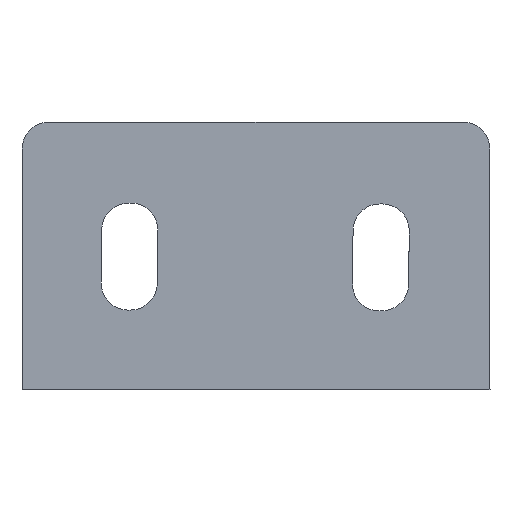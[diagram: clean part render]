
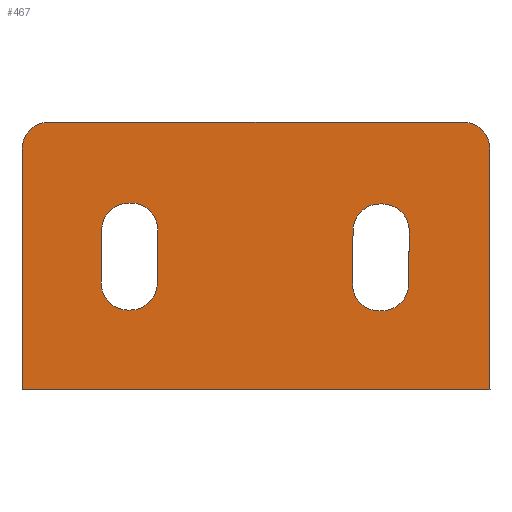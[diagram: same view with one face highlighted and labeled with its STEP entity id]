
A CAD part, left-side view. The second image highlights one B-rep face of the part: STEP entity #467.
In plain terms, the highlighted planar face has unit normal (-1, 0, 0).
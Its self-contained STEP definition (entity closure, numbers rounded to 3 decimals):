
#15=FACE_BOUND('',#92,.T.);
#16=FACE_BOUND('',#93,.T.);
#20=CIRCLE('',#490,4.);
#22=CIRCLE('',#494,4.);
#24=CIRCLE('',#498,4.);
#26=CIRCLE('',#502,4.);
#28=CIRCLE('',#506,4.);
#30=CIRCLE('',#510,4.);
#32=CIRCLE('',#514,4.);
#34=CIRCLE('',#518,4.);
#36=CIRCLE('',#521,4.);
#37=CIRCLE('',#524,4.);
#67=FACE_OUTER_BOUND('',#91,.T.);
#91=EDGE_LOOP('',(#375,#376,#377,#378,#379,#380));
#92=EDGE_LOOP('',(#381,#382,#383,#384,#385,#386,#387,#388));
#93=EDGE_LOOP('',(#389,#390,#391,#392,#393,#394,#395,#396));
#103=LINE('',#675,#149);
#108=LINE('',#688,#154);
#112=LINE('',#700,#158);
#116=LINE('',#712,#162);
#119=LINE('',#723,#165);
#124=LINE('',#736,#170);
#128=LINE('',#748,#174);
#132=LINE('',#760,#178);
#135=LINE('',#775,#181);
#138=LINE('',#781,#184);
#139=LINE('',#785,#185);
#140=LINE('',#786,#186);
#149=VECTOR('',#537,10.);
#154=VECTOR('',#550,10.);
#158=VECTOR('',#562,10.);
#162=VECTOR('',#574,10.);
#165=VECTOR('',#585,10.);
#170=VECTOR('',#598,10.);
#174=VECTOR('',#610,10.);
#178=VECTOR('',#622,10.);
#181=VECTOR('',#639,10.);
#184=VECTOR('',#644,10.);
#185=VECTOR('',#647,10.);
#186=VECTOR('',#648,10.);
#195=VERTEX_POINT('',#672);
#196=VERTEX_POINT('',#674);
#198=VERTEX_POINT('',#680);
#200=VERTEX_POINT('',#686);
#202=VERTEX_POINT('',#692);
#204=VERTEX_POINT('',#698);
#206=VERTEX_POINT('',#704);
#208=VERTEX_POINT('',#710);
#211=VERTEX_POINT('',#720);
#212=VERTEX_POINT('',#722);
#214=VERTEX_POINT('',#728);
#216=VERTEX_POINT('',#734);
#218=VERTEX_POINT('',#740);
#220=VERTEX_POINT('',#746);
#222=VERTEX_POINT('',#752);
#224=VERTEX_POINT('',#758);
#227=VERTEX_POINT('',#768);
#228=VERTEX_POINT('',#770);
#229=VERTEX_POINT('',#774);
#231=VERTEX_POINT('',#780);
#232=VERTEX_POINT('',#782);
#233=VERTEX_POINT('',#784);
#239=EDGE_CURVE('',#196,#195,#103,.T.);
#243=EDGE_CURVE('',#195,#198,#20,.T.);
#246=EDGE_CURVE('',#198,#200,#108,.T.);
#249=EDGE_CURVE('',#200,#202,#22,.T.);
#252=EDGE_CURVE('',#202,#204,#112,.T.);
#255=EDGE_CURVE('',#204,#206,#24,.T.);
#258=EDGE_CURVE('',#206,#208,#116,.T.);
#260=EDGE_CURVE('',#208,#196,#26,.T.);
#263=EDGE_CURVE('',#212,#211,#119,.T.);
#267=EDGE_CURVE('',#211,#214,#28,.T.);
#270=EDGE_CURVE('',#214,#216,#124,.T.);
#273=EDGE_CURVE('',#216,#218,#30,.T.);
#276=EDGE_CURVE('',#218,#220,#128,.T.);
#279=EDGE_CURVE('',#220,#222,#32,.T.);
#282=EDGE_CURVE('',#222,#224,#132,.T.);
#284=EDGE_CURVE('',#224,#212,#34,.T.);
#287=EDGE_CURVE('',#227,#228,#36,.T.);
#289=EDGE_CURVE('',#229,#228,#135,.T.);
#292=EDGE_CURVE('',#227,#231,#138,.T.);
#293=EDGE_CURVE('',#232,#231,#37,.T.);
#294=EDGE_CURVE('',#232,#233,#139,.T.);
#295=EDGE_CURVE('',#233,#229,#140,.T.);
#375=ORIENTED_EDGE('',*,*,#287,.F.);
#376=ORIENTED_EDGE('',*,*,#292,.T.);
#377=ORIENTED_EDGE('',*,*,#293,.F.);
#378=ORIENTED_EDGE('',*,*,#294,.T.);
#379=ORIENTED_EDGE('',*,*,#295,.T.);
#380=ORIENTED_EDGE('',*,*,#289,.T.);
#381=ORIENTED_EDGE('',*,*,#239,.T.);
#382=ORIENTED_EDGE('',*,*,#243,.T.);
#383=ORIENTED_EDGE('',*,*,#246,.T.);
#384=ORIENTED_EDGE('',*,*,#249,.T.);
#385=ORIENTED_EDGE('',*,*,#252,.T.);
#386=ORIENTED_EDGE('',*,*,#255,.T.);
#387=ORIENTED_EDGE('',*,*,#258,.T.);
#388=ORIENTED_EDGE('',*,*,#260,.T.);
#389=ORIENTED_EDGE('',*,*,#263,.T.);
#390=ORIENTED_EDGE('',*,*,#267,.T.);
#391=ORIENTED_EDGE('',*,*,#270,.T.);
#392=ORIENTED_EDGE('',*,*,#273,.T.);
#393=ORIENTED_EDGE('',*,*,#276,.T.);
#394=ORIENTED_EDGE('',*,*,#279,.T.);
#395=ORIENTED_EDGE('',*,*,#282,.T.);
#396=ORIENTED_EDGE('',*,*,#284,.T.);
#444=PLANE('',#523);
#467=ADVANCED_FACE('',(#67,#15,#16),#444,.T.);
#490=AXIS2_PLACEMENT_3D('',#682,#544,#545);
#494=AXIS2_PLACEMENT_3D('',#694,#556,#557);
#498=AXIS2_PLACEMENT_3D('',#706,#568,#569);
#502=AXIS2_PLACEMENT_3D('',#715,#579,#580);
#506=AXIS2_PLACEMENT_3D('',#730,#592,#593);
#510=AXIS2_PLACEMENT_3D('',#742,#604,#605);
#514=AXIS2_PLACEMENT_3D('',#754,#616,#617);
#518=AXIS2_PLACEMENT_3D('',#763,#627,#628);
#521=AXIS2_PLACEMENT_3D('',#771,#634,#635);
#523=AXIS2_PLACEMENT_3D('',#779,#642,#643);
#524=AXIS2_PLACEMENT_3D('',#783,#645,#646);
#537=DIRECTION('',(0.,-0.011,1.));
#544=DIRECTION('center_axis',(1.,0.,0.));
#545=DIRECTION('ref_axis',(0.,-0.011,1.));
#550=DIRECTION('',(0.,-1.,-0.011));
#556=DIRECTION('center_axis',(1.,0.,0.));
#557=DIRECTION('ref_axis',(0.,-0.011,1.));
#562=DIRECTION('',(0.,0.011,-1.));
#568=DIRECTION('center_axis',(1.,0.,0.));
#569=DIRECTION('ref_axis',(0.,0.011,-1.));
#574=DIRECTION('',(0.,1.,0.011));
#579=DIRECTION('center_axis',(1.,0.,0.));
#580=DIRECTION('ref_axis',(0.,0.011,-1.));
#585=DIRECTION('',(0.,-1.,-0.011));
#592=DIRECTION('center_axis',(1.,0.,0.));
#593=DIRECTION('ref_axis',(0.,-0.011,1.));
#598=DIRECTION('',(0.,0.011,-1.));
#604=DIRECTION('center_axis',(1.,0.,0.));
#605=DIRECTION('ref_axis',(0.,0.011,-1.));
#610=DIRECTION('',(0.,1.,0.011));
#616=DIRECTION('center_axis',(1.,0.,0.));
#617=DIRECTION('ref_axis',(0.,0.011,-1.));
#622=DIRECTION('',(0.,-0.011,1.));
#627=DIRECTION('center_axis',(1.,0.,0.));
#628=DIRECTION('ref_axis',(0.,-0.011,1.));
#634=DIRECTION('center_axis',(1.,0.,0.));
#635=DIRECTION('ref_axis',(0.,-0.707,0.707));
#639=DIRECTION('',(0.,0.,1.));
#642=DIRECTION('center_axis',(-1.,0.,0.));
#643=DIRECTION('ref_axis',(0.,0.,1.));
#644=DIRECTION('',(0.,1.,0.));
#645=DIRECTION('center_axis',(1.,0.,0.));
#646=DIRECTION('ref_axis',(0.,0.707,0.707));
#647=DIRECTION('',(0.,0.,-1.));
#648=DIRECTION('',(0.,-1.,0.));
#672=CARTESIAN_POINT('',(-283.255,490.081,281.546));
#674=CARTESIAN_POINT('',(-283.255,490.166,273.547));
#675=CARTESIAN_POINT('',(-283.255,490.101,279.689));
#680=CARTESIAN_POINT('',(-283.254,486.039,285.504));
#682=CARTESIAN_POINT('Origin',(-283.254,486.081,281.504));
#686=CARTESIAN_POINT('',(-283.254,485.639,285.5));
#688=CARTESIAN_POINT('',(-283.254,476.278,285.401));
#692=CARTESIAN_POINT('',(-283.254,481.682,281.458));
#694=CARTESIAN_POINT('Origin',(-283.254,485.681,281.5));
#698=CARTESIAN_POINT('',(-283.254,481.766,273.458));
#700=CARTESIAN_POINT('',(-283.254,481.743,275.6));
#704=CARTESIAN_POINT('',(-283.254,485.808,269.501));
#706=CARTESIAN_POINT('Origin',(-283.254,485.766,273.5));
#710=CARTESIAN_POINT('',(-283.254,486.208,269.505));
#712=CARTESIAN_POINT('',(-283.254,476.647,269.404));
#715=CARTESIAN_POINT('Origin',(-283.254,486.166,273.505));
#720=CARTESIAN_POINT('',(-283.252,448.039,285.373));
#722=CARTESIAN_POINT('',(-283.252,448.439,285.378));
#723=CARTESIAN_POINT('',(-283.252,457.477,285.473));
#728=CARTESIAN_POINT('',(-283.251,444.082,281.331));
#730=CARTESIAN_POINT('Origin',(-283.252,448.081,281.374));
#734=CARTESIAN_POINT('',(-283.251,444.166,273.332));
#736=CARTESIAN_POINT('',(-283.251,444.145,275.338));
#740=CARTESIAN_POINT('',(-283.252,448.208,269.374));
#742=CARTESIAN_POINT('Origin',(-283.252,448.166,273.374));
#746=CARTESIAN_POINT('',(-283.252,448.608,269.378));
#748=CARTESIAN_POINT('',(-283.252,457.846,269.476));
#752=CARTESIAN_POINT('',(-283.252,452.566,273.42));
#754=CARTESIAN_POINT('Origin',(-283.252,448.566,273.378));
#758=CARTESIAN_POINT('',(-283.252,452.481,281.42));
#760=CARTESIAN_POINT('',(-283.252,452.502,279.427));
#763=CARTESIAN_POINT('Origin',(-283.252,448.481,281.378));
#768=CARTESIAN_POINT('',(-283.251,435.998,297.587));
#770=CARTESIAN_POINT('',(-283.251,431.998,293.587));
#771=CARTESIAN_POINT('Origin',(-283.251,435.998,293.587));
#774=CARTESIAN_POINT('',(-283.251,431.998,257.587));
#775=CARTESIAN_POINT('',(-283.251,431.998,277.587));
#779=CARTESIAN_POINT('Origin',(-283.253,466.998,277.587));
#780=CARTESIAN_POINT('',(-283.255,497.998,297.587));
#781=CARTESIAN_POINT('',(-283.253,466.998,297.587));
#782=CARTESIAN_POINT('',(-283.255,501.998,293.587));
#783=CARTESIAN_POINT('Origin',(-283.255,497.998,293.587));
#784=CARTESIAN_POINT('',(-283.255,501.998,257.587));
#785=CARTESIAN_POINT('',(-283.255,501.998,277.587));
#786=CARTESIAN_POINT('',(-283.253,466.998,257.587));
